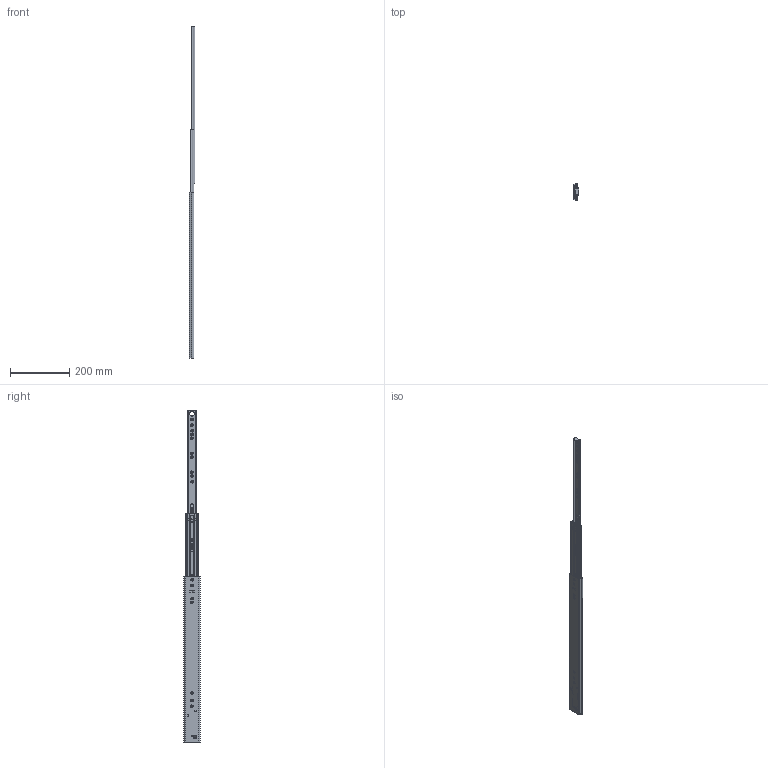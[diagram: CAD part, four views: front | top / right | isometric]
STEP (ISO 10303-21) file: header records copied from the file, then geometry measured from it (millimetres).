
FILE_DESCRIPTION (( 'STEP AP214' ), '1' );
FILE_NAME ('FR_5609.0559mm_22inch_ECD_open.STEP', '2022-10-26T07:06:34', ( '' ), ( '' ), 'SwSTEP 2.0', 'SolidWorks 2020', '' );
FILE_SCHEMA (( 'AUTOMOTIVE_DESIGN' ));
Length unit declared in the file: millimetre
Products named in the file (17): 5609.XXX-03.T057_NL 22; 5609 ECD Catch; 5609 ECD Unit_5609 ECD Open; 5210 RIVET_5050 Trigger Rivet; 5609 ECD Slider; 5609.XXX-02.T057_NL 22; 5609 ECD Damper Cylinder_5210 Air ECD Damper; 5609 ECD Base; ECD Damper Rod; 5609 TRIGGER; 5609 MIDDLE STOP; 5609.XXX-01.T057_NL 22; 5609 ECD Damper_5609 ECD Air Open; 5609.XXX-01.T057_NL 22 ausgefahren; FR_5609.0559mm_22inch_ECD_open
Assembly tree (16 placements, depth 5):
  FR_5609.0559mm_22inch_ECD_open
    5609.XXX-01.T057_NL 22 ausgefahren
      5609.XXX-01.T057_NL 22
      5609 ECD Unit_5609 ECD Open
        5609 ECD Base
        5609 ECD Damper_5609 ECD Air Open
          5609 ECD Damper Cylinder_5210 Air ECD Damper
          ECD Damper Rod
        5609 ECD Slider
    5609.XXX-03.T057_NL 22
      5609.XXX-03.T057_NL 22
      5609 TRIGGER
      5210 RIVET_5050 Trigger Rivet
      5609 ECD Catch
    5609.XXX-02.T057_NL 22
      5609.XXX-02.T057_NL 22
      5609 MIDDLE STOP
Bounding box: 19.3 x 55.98 x 1117.6 mm (x, y, z)
Volume: 217197.9 mm3; surface area: 246673.6 mm2
Topology: 13 solids, 13 shells, 1457 faces, 4072 edges, 2628 vertices
Faces by surface type: cylinder 691, plane 577, cone 155, torus 32, bspline 2
Entity records: 49929 total; most frequent: CARTESIAN_POINT 11617, ORIENTED_EDGE 8132, DIRECTION 7846, EDGE_CURVE 4066, AXIS2_PLACEMENT_3D 2864, VERTEX_POINT 2628, LINE 2118, VECTOR 2118
